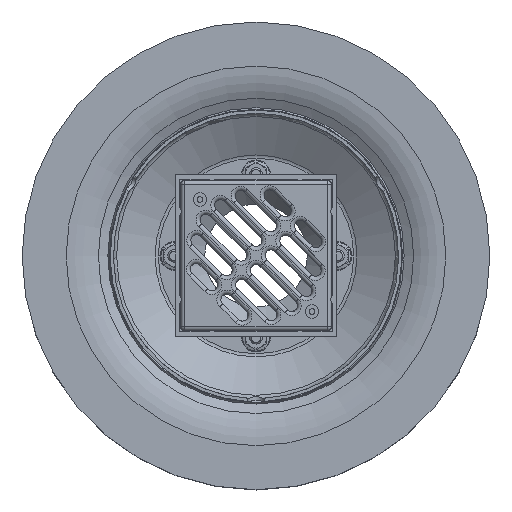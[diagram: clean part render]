
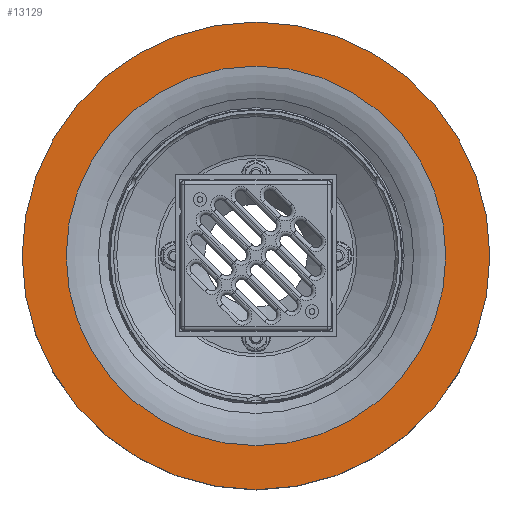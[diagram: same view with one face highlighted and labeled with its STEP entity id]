
A CAD part, top view. The second image highlights one B-rep face of the part: STEP entity #13129.
In plain terms, the highlighted planar face has unit normal (0, 0, 1).
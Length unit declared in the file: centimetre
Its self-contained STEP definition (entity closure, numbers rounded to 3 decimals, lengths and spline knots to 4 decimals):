
#156=FACE_BOUND('',#2766,.T.);
#778=PLANE('',#14805);
#1812=FACE_OUTER_BOUND('',#2765,.T.);
#2765=EDGE_LOOP('',(#11851));
#2766=EDGE_LOOP('',(#11852));
#5148=CIRCLE('',#14776,146.);
#5165=CIRCLE('',#14803,118.5);
#6316=VERTEX_POINT('',#24493);
#6330=VERTEX_POINT('',#24538);
#8160=EDGE_CURVE('',#6316,#6316,#5148,.T.);
#8180=EDGE_CURVE('',#6330,#6330,#5165,.T.);
#11851=ORIENTED_EDGE('',*,*,#8160,.F.);
#11852=ORIENTED_EDGE('',*,*,#8180,.T.);
#13129=ADVANCED_FACE('',(#1812,#156),#778,.T.);
#14776=AXIS2_PLACEMENT_3D('',#24495,#18827,#18828);
#14803=AXIS2_PLACEMENT_3D('',#24539,#18884,#18885);
#14805=AXIS2_PLACEMENT_3D('',#24541,#18888,#18889);
#18827=DIRECTION('center_axis',(0.,0.,-1.));
#18828=DIRECTION('ref_axis',(1.,0.,0.));
#18884=DIRECTION('center_axis',(0.,0.,-1.));
#18885=DIRECTION('ref_axis',(1.,0.,0.));
#18888=DIRECTION('center_axis',(0.,0.,1.));
#18889=DIRECTION('ref_axis',(0.,-1.,0.));
#24493=CARTESIAN_POINT('',(146.,0.,335.));
#24495=CARTESIAN_POINT('Origin',(0.,0.,335.));
#24538=CARTESIAN_POINT('',(0.,-118.5,335.));
#24539=CARTESIAN_POINT('Origin',(0.,0.,335.));
#24541=CARTESIAN_POINT('Origin',(-146.,0.,335.));
